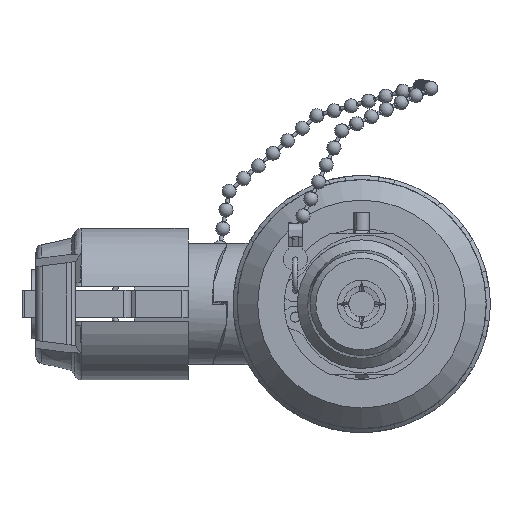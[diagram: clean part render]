
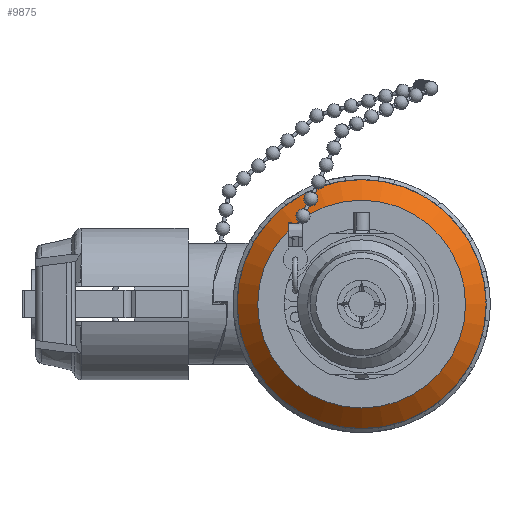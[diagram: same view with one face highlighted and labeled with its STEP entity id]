
A CAD part, left-side view. The second image highlights one B-rep face of the part: STEP entity #9875.
In plain terms, the highlighted conical face has half-angle 45 degrees and reference radius 28.219 mm.
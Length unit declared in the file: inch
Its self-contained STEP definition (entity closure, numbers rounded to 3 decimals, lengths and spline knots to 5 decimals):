
#9841=CARTESIAN_POINT('',(-1.85231,0.,-1.011));
#9842=VERTEX_POINT('',#9841);
#9843=CARTESIAN_POINT('',(-1.85231,0.,0.));
#9844=DIRECTION('',(1.0,0.0,0.0));
#9845=DIRECTION('',(0.0,0.0,1.0));
#9846=AXIS2_PLACEMENT_3D('',#9843,#9844,#9845);
#9847=CIRCLE('',#9846,1.011);
#9848=EDGE_CURVE('',#9842,#9842,#9847,.T.);
#9856=CARTESIAN_POINT('',(-1.75231,0.,0.));
#9857=DIRECTION('',(1.0,0.,0.));
#9858=DIRECTION('',(0.0,0.0,1.0));
#9859=AXIS2_PLACEMENT_3D('',#9856,#9857,#9858);
#9860=CONICAL_SURFACE('',#9859,1.111,45.);
#9861=CARTESIAN_POINT('',(-1.65231,0.,-1.211));
#9862=VERTEX_POINT('',#9861);
#9863=CARTESIAN_POINT('',(-1.65231,0.,0.));
#9864=DIRECTION('',(-1.0,0.0,0.0));
#9865=DIRECTION('',(0.0,0.0,1.0));
#9866=AXIS2_PLACEMENT_3D('',#9863,#9864,#9865);
#9867=CIRCLE('',#9866,1.211);
#9868=EDGE_CURVE('',#9862,#9862,#9867,.T.);
#9869=ORIENTED_EDGE('',*,*,#9868,.T.);
#9870=EDGE_LOOP('',(#9869));
#9871=FACE_OUTER_BOUND('',#9870,.T.);
#9872=ORIENTED_EDGE('',*,*,#9848,.T.);
#9873=EDGE_LOOP('',(#9872));
#9874=FACE_BOUND('',#9873,.T.);
#9875=ADVANCED_FACE('',(#9871,#9874),#9860,.T.);
